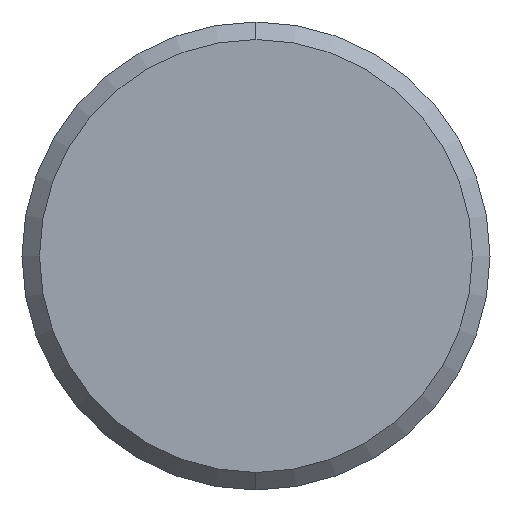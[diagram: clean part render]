
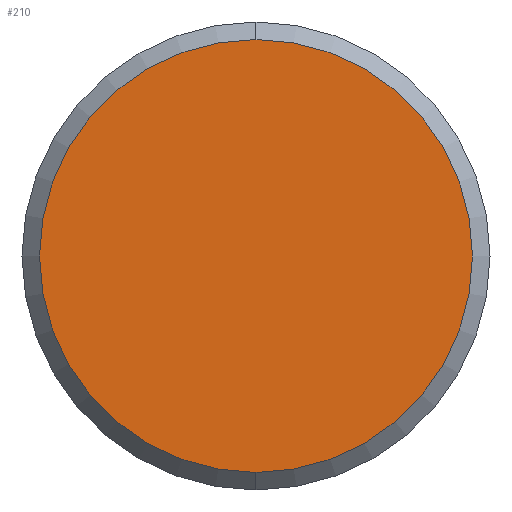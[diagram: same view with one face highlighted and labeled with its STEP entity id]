
A CAD part, left-side view. The second image highlights one B-rep face of the part: STEP entity #210.
In plain terms, the highlighted planar face has unit normal (-1, 0, 0).
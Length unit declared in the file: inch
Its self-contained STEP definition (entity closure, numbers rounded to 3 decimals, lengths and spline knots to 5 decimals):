
#50 = DIRECTION ( 'NONE',  ( 0., 0., 1. ) ) ;
#52 = DIRECTION ( 'NONE',  ( -1., 0., 0. ) ) ;
#55 = CARTESIAN_POINT ( 'NONE',  ( -1.49606, 0.07283, 0. ) ) ;
#91 = PLANE ( 'NONE',  #560 ) ;
#148 = AXIS2_PLACEMENT_3D ( 'NONE', #423, #419, #416 ) ;
#210 = ADVANCED_FACE ( 'NONE', ( #408 ), #91, .T. ) ;
#303 = EDGE_CURVE ( 'NONE', #626, #595, #474, .T. ) ;
#310 = DIRECTION ( 'NONE',  ( 0., 0., -1. ) ) ;
#354 = EDGE_LOOP ( 'NONE', ( #390, #594 ) ) ;
#359 = CARTESIAN_POINT ( 'NONE',  ( -1.49606, 0., 0. ) ) ;
#362 = DIRECTION ( 'NONE',  ( 1., 0., 0. ) ) ;
#390 = ORIENTED_EDGE ( 'NONE', *, *, #303, .F. ) ;
#405 = CARTESIAN_POINT ( 'NONE',  ( -1.49606, 0., -0.14567 ) ) ;
#408 = FACE_OUTER_BOUND ( 'NONE', #354, .T. ) ;
#416 = DIRECTION ( 'NONE',  ( 0., 0., -1. ) ) ;
#419 = DIRECTION ( 'NONE',  ( 1., 0., 0. ) ) ;
#423 = CARTESIAN_POINT ( 'NONE',  ( -1.49606, 0., 0. ) ) ;
#436 = CARTESIAN_POINT ( 'NONE',  ( -1.49606, 0., 0.14567 ) ) ;
#474 = CIRCLE ( 'NONE', #761, 0.14567 ) ;
#487 = CIRCLE ( 'NONE', #148, 0.14567 ) ;
#560 = AXIS2_PLACEMENT_3D ( 'NONE', #55, #52, #50 ) ;
#592 = EDGE_CURVE ( 'NONE', #595, #626, #487, .T. ) ;
#594 = ORIENTED_EDGE ( 'NONE', *, *, #592, .F. ) ;
#595 = VERTEX_POINT ( 'NONE', #436 ) ;
#626 = VERTEX_POINT ( 'NONE', #405 ) ;
#761 = AXIS2_PLACEMENT_3D ( 'NONE', #359, #362, #310 ) ;
